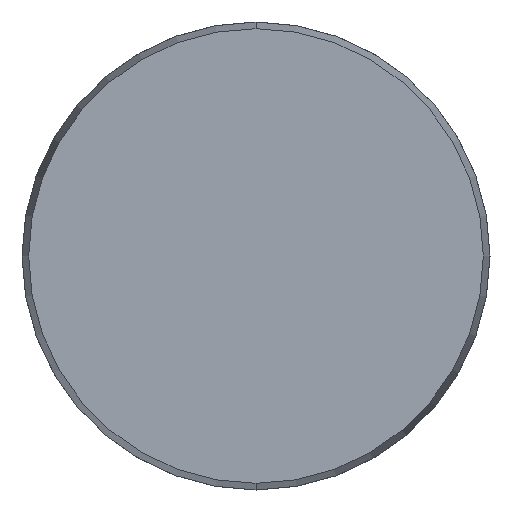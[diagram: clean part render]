
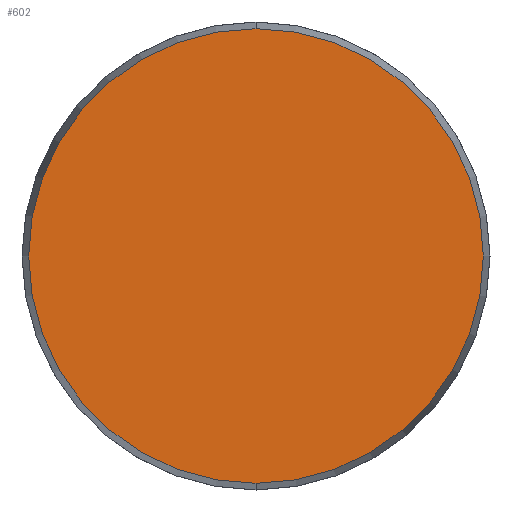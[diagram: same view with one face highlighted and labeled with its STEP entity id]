
A CAD part, front view. The second image highlights one B-rep face of the part: STEP entity #602.
In plain terms, the highlighted planar face has unit normal (0, -1, 0).
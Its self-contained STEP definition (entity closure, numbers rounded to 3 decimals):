
#16 = AXIS2_PLACEMENT_3D ( 'NONE', #470, #51, #1286 ) ;
#51 = DIRECTION ( 'NONE',  ( 0., -1., 0. ) ) ;
#60 = DIRECTION ( 'NONE',  ( 0., 0., 1. ) ) ;
#124 = AXIS2_PLACEMENT_3D ( 'NONE', #899, #478, #60 ) ;
#148 = CARTESIAN_POINT ( 'NONE',  ( 0., 0., 0. ) ) ;
#191 = ORIENTED_EDGE ( 'NONE', *, *, #611, .T. ) ;
#294 = AXIS2_PLACEMENT_3D ( 'NONE', #148, #761, #451 ) ;
#371 = CARTESIAN_POINT ( 'NONE',  ( 0., 0., -29.143 ) ) ;
#386 = ORIENTED_EDGE ( 'NONE', *, *, #554, .T. ) ;
#398 = CIRCLE ( 'NONE', #16, 29.143 ) ;
#451 = DIRECTION ( 'NONE',  ( 0., 0., -1. ) ) ;
#470 = CARTESIAN_POINT ( 'NONE',  ( 0., 0., 0. ) ) ;
#478 = DIRECTION ( 'NONE',  ( 0., 1., 0. ) ) ;
#554 = EDGE_CURVE ( 'NONE', #626, #609, #883, .T. ) ;
#562 = PLANE ( 'NONE',  #124 ) ;
#602 = ADVANCED_FACE ( 'NONE', ( #1180 ), #562, .F. ) ;
#609 = VERTEX_POINT ( 'NONE', #979 ) ;
#611 = EDGE_CURVE ( 'NONE', #609, #626, #398, .T. ) ;
#626 = VERTEX_POINT ( 'NONE', #371 ) ;
#761 = DIRECTION ( 'NONE',  ( 0., -1., 0. ) ) ;
#883 = CIRCLE ( 'NONE', #294, 29.143 ) ;
#899 = CARTESIAN_POINT ( 'NONE',  ( -29.143, 0., 0. ) ) ;
#979 = CARTESIAN_POINT ( 'NONE',  ( 0., 0., 29.143 ) ) ;
#1180 = FACE_OUTER_BOUND ( 'NONE', #1321, .T. ) ;
#1286 = DIRECTION ( 'NONE',  ( 0., 0., -1. ) ) ;
#1321 = EDGE_LOOP ( 'NONE', ( #191, #386 ) ) ;
